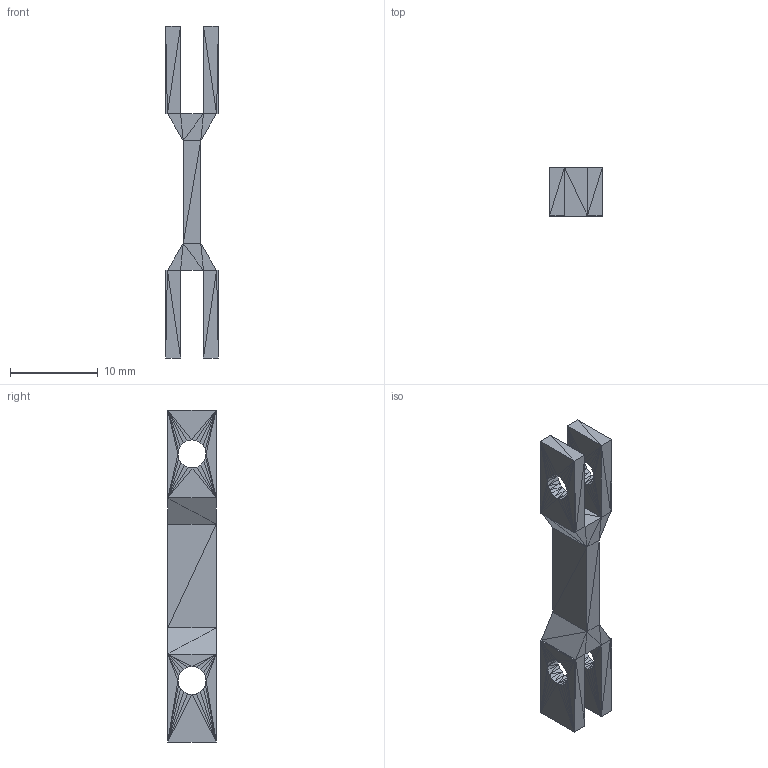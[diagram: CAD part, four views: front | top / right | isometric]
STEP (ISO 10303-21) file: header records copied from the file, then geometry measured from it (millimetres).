
FILE_DESCRIPTION(('FreeCAD Model'),'2;1');
FILE_NAME('Open CASCADE Shape Model','2023-10-31T12:00:54',('Author'),( ''),'Open CASCADE STEP processor 7.6','FreeCAD','Unknown');
FILE_SCHEMA(('AUTOMOTIVE_DESIGN { 1 0 10303 214 1 1 1 1 }'));
Length unit declared in the file: millimetre
Products named in the file (1): NeopixelConnecter001
Bounding box: 6 x 5.5 x 37.79 mm (x, y, z)
Surface area: 950.3 mm2 (no closed solid volume)
Topology: 0 solids, 428 shells, 428 faces, 1284 edges, 1284 vertices
Faces by surface type: plane 428
Entity records: 27411 total; most frequent: CARTESIAN_POINT 4281, DIRECTION 3426, LINE 2568, VECTOR 2568, ORIENTED_EDGE 1284, EDGE_CURVE 1284, VERTEX_POINT 1284, SURFACE_CURVE 1284
